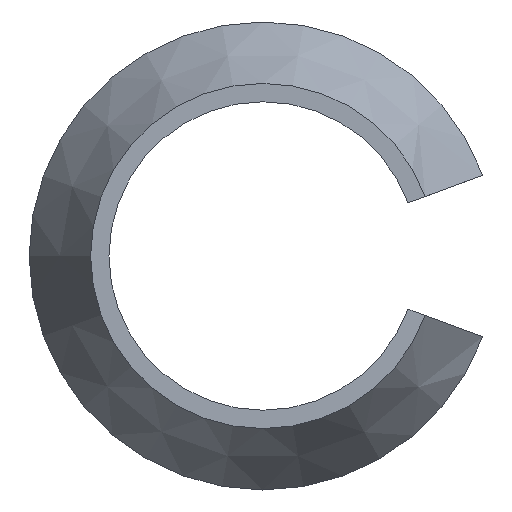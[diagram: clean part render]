
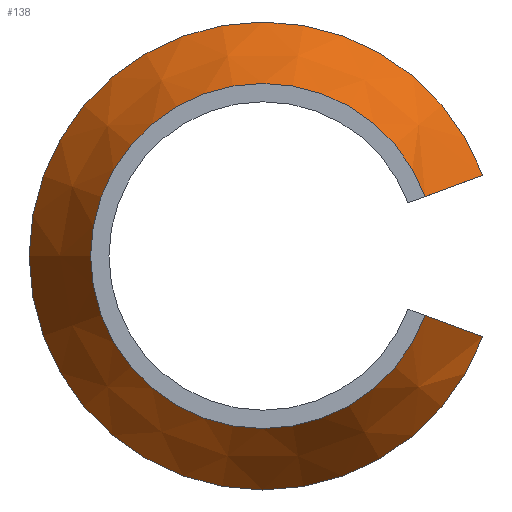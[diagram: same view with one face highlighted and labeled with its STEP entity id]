
A CAD part, front view. The second image highlights one B-rep face of the part: STEP entity #138.
In plain terms, the highlighted conical face has half-angle 30 degrees and reference radius 1.911 mm.
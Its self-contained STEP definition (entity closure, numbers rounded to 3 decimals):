
#14=CONICAL_SURFACE($,#153,1.911,30.);
#16=CIRCLE($,#148,2.2);
#19=CIRCLE($,#152,1.623);
#28=FACE_OUTER_BOUND($,#36,.T.);
#36=EDGE_LOOP($,(#114,#115,#116,#117));
#42=LINE($,#209,#54);
#50=LINE($,#226,#62);
#54=VECTOR($,#165,1.155);
#62=VECTOR($,#175,1.155);
#66=VERTEX_POINT($,#206);
#67=VERTEX_POINT($,#208);
#74=VERTEX_POINT($,#223);
#75=VERTEX_POINT($,#225);
#78=EDGE_CURVE($,#67,#66,#42,.T.);
#86=EDGE_CURVE($,#75,#74,#50,.T.);
#88=EDGE_CURVE($,#75,#66,#16,.T.);
#91=EDGE_CURVE($,#74,#67,#19,.T.);
#114=ORIENTED_EDGE($,*,*,#86,.T.);
#115=ORIENTED_EDGE($,*,*,#91,.T.);
#116=ORIENTED_EDGE($,*,*,#78,.T.);
#117=ORIENTED_EDGE($,*,*,#88,.F.);
#138=ADVANCED_FACE($,(#28),#14,.T.);
#148=AXIS2_PLACEMENT_3D($,#229,#179,#180);
#152=AXIS2_PLACEMENT_3D($,#233,#187,#188);
#153=AXIS2_PLACEMENT_3D($,#234,#189,#190);
#165=DIRECTION($,(0.469,0.866,0.172));
#175=DIRECTION($,(-0.469,-0.866,0.172));
#179=DIRECTION('center_axis',(0.,1.,0.));
#180=DIRECTION('ref_axis',(1.,0.,0.));
#187=DIRECTION('center_axis',(0.,1.,0.));
#188=DIRECTION('ref_axis',(1.,0.,0.));
#189=DIRECTION('center_axis',(0.,1.,0.));
#190=DIRECTION('ref_axis',(0.,0.,1.));
#206=CARTESIAN_POINT('',(2.065,-7.,0.759));
#208=CARTESIAN_POINT('',(1.523,-8.,0.56));
#209=CARTESIAN_POINT($,(1.794,-7.5,0.659));
#223=CARTESIAN_POINT('',(1.523,-8.,-0.56));
#225=CARTESIAN_POINT('',(2.065,-7.,-0.759));
#226=CARTESIAN_POINT($,(1.794,-7.5,-0.659));
#229=CARTESIAN_POINT('Origin',(0.,-7.,0.));
#233=CARTESIAN_POINT('Origin',(0.,-8.,0.));
#234=CARTESIAN_POINT('Origin',(0.,-7.5,0.));
